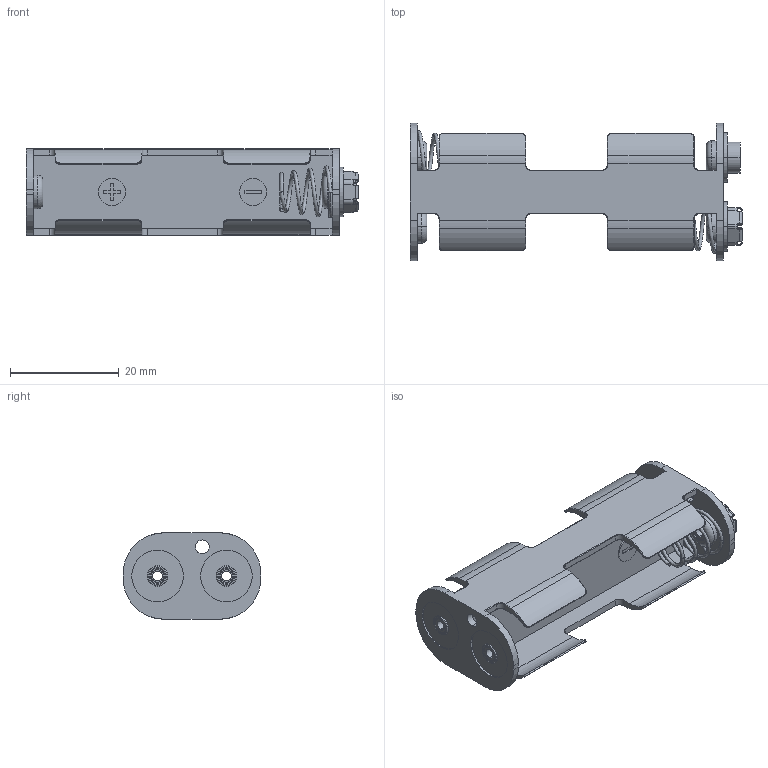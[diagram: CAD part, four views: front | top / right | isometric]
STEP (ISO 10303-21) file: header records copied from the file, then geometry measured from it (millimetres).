
FILE_DESCRIPTION (( 'STEP AP214' ), '1' );
FILE_NAME ('BC22AASF.STEP', '2019-11-22T15:28:31', ( '' ), ( '' ), 'SwSTEP 2.0', 'SolidWorks 2016', '' );
FILE_SCHEMA (( 'AUTOMOTIVE_DESIGN' ));
Length unit declared in the file: millimetre
Products named in the file (1): BC22AASF
Bounding box: 61.17 x 25.4 x 15.9 mm (x, y, z)
Volume: 4156.6 mm3; surface area: 8362.6 mm2
Topology: 5 solids, 9 shells, 657 faces, 1588 edges, 983 vertices
Faces by surface type: cylinder 261, plane 252, torus 112, bspline 32
Entity records: 23427 total; most frequent: CARTESIAN_POINT 7713, DIRECTION 3461, ORIENTED_EDGE 3168, EDGE_CURVE 1584, AXIS2_PLACEMENT_3D 1339, VERTEX_POINT 981, VECTOR 783, LINE 783
